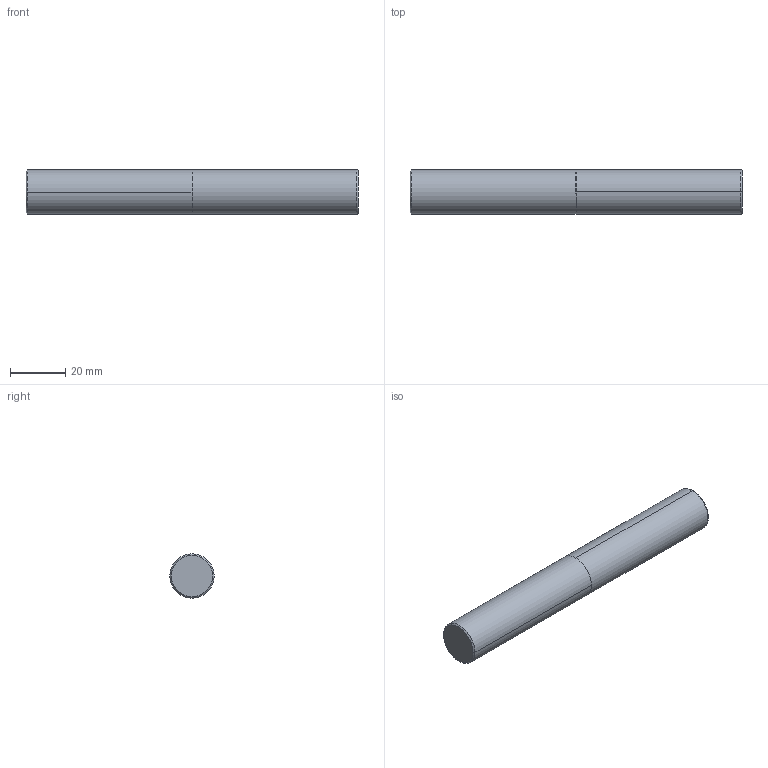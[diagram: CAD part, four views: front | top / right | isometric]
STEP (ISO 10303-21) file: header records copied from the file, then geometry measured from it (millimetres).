
FILE_DESCRIPTION (( 'STEP AP203' ), '1' );
FILE_NAME ('03-3211.STEP', '2023-07-31T00:25:31', ( 'USER' ), ( 'Hewlett-Packard Company' ), 'SwSTEP 2.0', 'SolidWorks 2014', '' );
FILE_SCHEMA (( 'CONFIG_CONTROL_DESIGN' ));
Length unit declared in the file: millimetre
Products named in the file (1): 03-3211
Bounding box: 120 x 16 x 16 mm (x, y, z)
Volume: 24119.6 mm3; surface area: 6812.4 mm2
Topology: 2 solids, 2 shells, 12 faces, 20 edges, 12 vertices
Faces by surface type: cylinder 4, plane 4, torus 2, cone 2
Entity records: 361 total; most frequent: DIRECTION 60, CARTESIAN_POINT 45, ORIENTED_EDGE 40, AXIS2_PLACEMENT_3D 27, EDGE_CURVE 20, CIRCLE 14, ADVANCED_FACE 12, EDGE_LOOP 12
